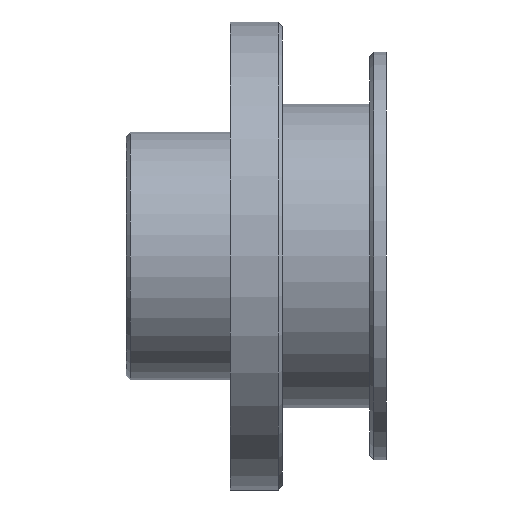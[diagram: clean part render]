
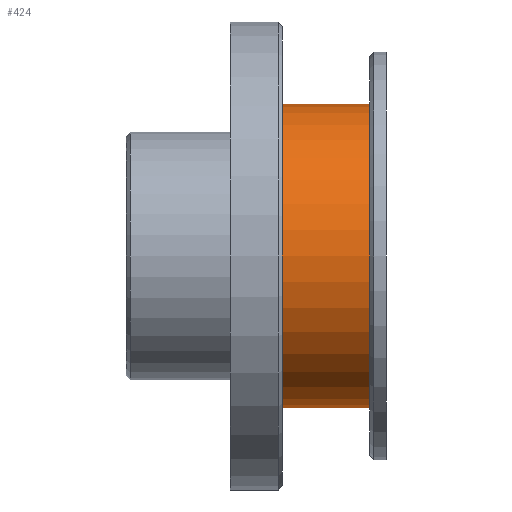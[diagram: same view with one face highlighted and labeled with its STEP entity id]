
A CAD part, front view. The second image highlights one B-rep face of the part: STEP entity #424.
In plain terms, the highlighted cylindrical face has radius 18.529 mm (diameter 37.059 mm), a partial arc.
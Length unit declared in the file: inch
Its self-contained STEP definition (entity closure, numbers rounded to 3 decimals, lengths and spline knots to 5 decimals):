
#25 = CARTESIAN_POINT ( 'NONE',  ( 0.25118, 0., 0. ) ) ;
#58 = EDGE_CURVE ( 'NONE', #814, #1004, #1031, .T. ) ;
#142 = CIRCLE ( 'NONE', #929, 0.72951 ) ;
#190 = EDGE_LOOP ( 'NONE', ( #687, #616, #614, #876 ) ) ;
#333 = AXIS2_PLACEMENT_3D ( 'NONE', #25, #436, #1160 ) ;
#341 = CARTESIAN_POINT ( 'NONE',  ( 0.25118, 0., -0.72951 ) ) ;
#344 = CARTESIAN_POINT ( 'NONE',  ( 0.67126, 0., 0.72951 ) ) ;
#349 = DIRECTION ( 'NONE',  ( -1., 0., 0. ) ) ;
#408 = DIRECTION ( 'NONE',  ( -1., 0., 0. ) ) ;
#424 = ADVANCED_FACE ( 'NONE', ( #1255 ), #534, .T. ) ;
#429 = LINE ( 'NONE', #529, #471 ) ;
#436 = DIRECTION ( 'NONE',  ( -1., 0., 0. ) ) ;
#471 = VECTOR ( 'NONE', #846, 39.37008 ) ;
#476 = CARTESIAN_POINT ( 'NONE',  ( 0., 0., -0.72951 ) ) ;
#529 = CARTESIAN_POINT ( 'NONE',  ( 0., 0., 0.72951 ) ) ;
#534 = CYLINDRICAL_SURFACE ( 'NONE', #970, 0.72951 ) ;
#550 = EDGE_CURVE ( 'NONE', #600, #1004, #429, .T. ) ;
#600 = VERTEX_POINT ( 'NONE', #344 ) ;
#614 = ORIENTED_EDGE ( 'NONE', *, *, #550, .T. ) ;
#616 = ORIENTED_EDGE ( 'NONE', *, *, #675, .T. ) ;
#648 = VECTOR ( 'NONE', #349, 39.37008 ) ;
#675 = EDGE_CURVE ( 'NONE', #899, #600, #142, .T. ) ;
#677 = EDGE_CURVE ( 'NONE', #899, #814, #1186, .T. ) ;
#687 = ORIENTED_EDGE ( 'NONE', *, *, #677, .F. ) ;
#814 = VERTEX_POINT ( 'NONE', #341 ) ;
#846 = DIRECTION ( 'NONE',  ( -1., 0., 0. ) ) ;
#868 = CARTESIAN_POINT ( 'NONE',  ( 0.67126, 0., 0. ) ) ;
#876 = ORIENTED_EDGE ( 'NONE', *, *, #58, .F. ) ;
#899 = VERTEX_POINT ( 'NONE', #1153 ) ;
#929 = AXIS2_PLACEMENT_3D ( 'NONE', #868, #1280, #984 ) ;
#970 = AXIS2_PLACEMENT_3D ( 'NONE', #1347, #408, #1158 ) ;
#984 = DIRECTION ( 'NONE',  ( 0., 0., 1. ) ) ;
#1004 = VERTEX_POINT ( 'NONE', #1083 ) ;
#1031 = CIRCLE ( 'NONE', #333, 0.72951 ) ;
#1083 = CARTESIAN_POINT ( 'NONE',  ( 0.25118, 0., 0.72951 ) ) ;
#1153 = CARTESIAN_POINT ( 'NONE',  ( 0.67126, 0., -0.72951 ) ) ;
#1158 = DIRECTION ( 'NONE',  ( 0., 0., 1. ) ) ;
#1160 = DIRECTION ( 'NONE',  ( 0., 0., 1. ) ) ;
#1186 = LINE ( 'NONE', #476, #648 ) ;
#1255 = FACE_OUTER_BOUND ( 'NONE', #190, .T. ) ;
#1280 = DIRECTION ( 'NONE',  ( -1., 0., 0. ) ) ;
#1347 = CARTESIAN_POINT ( 'NONE',  ( 0., 0., 0. ) ) ;
